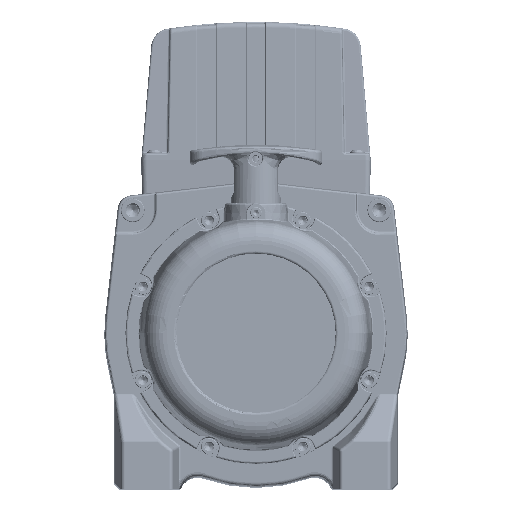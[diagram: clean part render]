
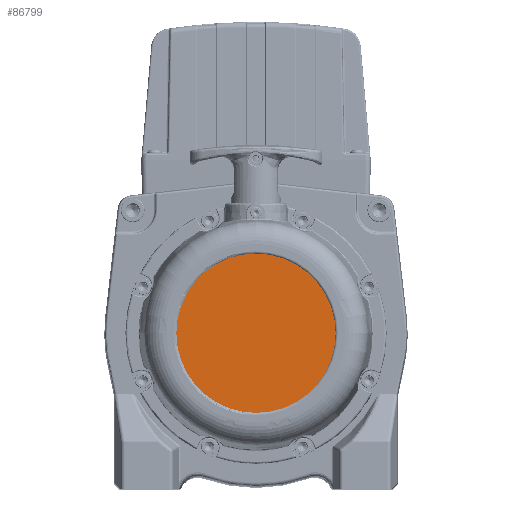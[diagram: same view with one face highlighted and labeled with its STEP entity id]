
A CAD part, top view. The second image highlights one B-rep face of the part: STEP entity #86799.
In plain terms, the highlighted planar face has unit normal (0, 0, 1).
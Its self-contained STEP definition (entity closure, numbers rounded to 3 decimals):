
#8234=PLANE('',#93708);
#11617=FACE_OUTER_BOUND('',#16404,.T.);
#16404=EDGE_LOOP('',(#66972));
#28129=CIRCLE('',#93709,42.);
#34887=VERTEX_POINT('',#201683);
#46261=EDGE_CURVE('',#34887,#34887,#28129,.T.);
#66972=ORIENTED_EDGE('',*,*,#46261,.F.);
#86799=ADVANCED_FACE('',(#11617),#8234,.F.);
#93708=AXIS2_PLACEMENT_3D('',#201682,#108617,#108618);
#93709=AXIS2_PLACEMENT_3D('',#201684,#108619,#108620);
#108617=DIRECTION('center_axis',(0.,0.,-1.));
#108618=DIRECTION('ref_axis',(0.,1.,0.));
#108619=DIRECTION('center_axis',(0.,0.,
-1.));
#108620=DIRECTION('ref_axis',(0.,1.,0.));
#201682=CARTESIAN_POINT('Origin',(0.,0.,
134.55));
#201683=CARTESIAN_POINT('',(0.,-42.,134.55));
#201684=CARTESIAN_POINT('Origin',(0.,0.,
134.55));
